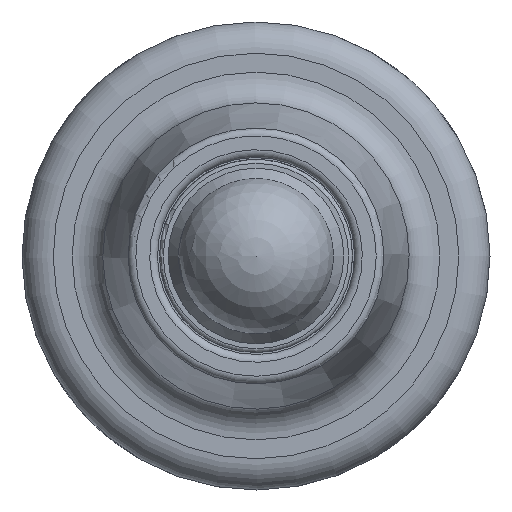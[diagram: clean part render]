
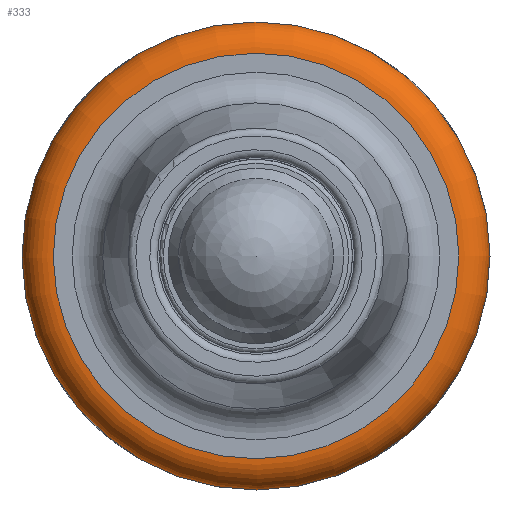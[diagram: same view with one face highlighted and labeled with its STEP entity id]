
A CAD part, front view. The second image highlights one B-rep face of the part: STEP entity #333.
In plain terms, the highlighted toroidal (fillet/blend) face has major radius 5.2 mm and minor radius 0.8 mm.
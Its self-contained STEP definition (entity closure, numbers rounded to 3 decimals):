
#23=TOROIDAL_SURFACE('',#421,5.2,0.8);
#81=ORIENTED_EDGE('',*,*,#117,.F.);
#82=ORIENTED_EDGE('',*,*,#119,.F.);
#117=EDGE_CURVE('',#240,#240,#142,.T.);
#119=EDGE_CURVE('',#242,#242,#144,.T.);
#142=CIRCLE('',#419,6.);
#144=CIRCLE('',#422,5.2);
#187=EDGE_LOOP('',(#81));
#188=EDGE_LOOP('',(#82));
#240=VERTEX_POINT('',#649);
#242=VERTEX_POINT('',#654);
#295=FACE_BOUND('',#187,.T.);
#296=FACE_BOUND('',#188,.T.);
#333=ADVANCED_FACE('',(#295,#296),#23,.T.);
#419=AXIS2_PLACEMENT_3D('',#648,#507,#508);
#421=AXIS2_PLACEMENT_3D('',#652,#511,#512);
#422=AXIS2_PLACEMENT_3D('',#653,#513,#514);
#507=DIRECTION('',(0.,1.,0.));
#508=DIRECTION('',(-1.,0.,-0.008));
#511=DIRECTION('',(0.,-1.,0.));
#512=DIRECTION('',(-1.,0.,-0.008));
#513=DIRECTION('',(0.,-1.,0.));
#514=DIRECTION('',(1.,0.,0.));
#648=CARTESIAN_POINT('',(0.,-24.2,0.));
#649=CARTESIAN_POINT('',(-6.,-24.2,-0.049));
#652=CARTESIAN_POINT('',(0.,-24.2,0.));
#653=CARTESIAN_POINT('',(0.,-25.,0.));
#654=CARTESIAN_POINT('',(5.2,-25.,0.));
